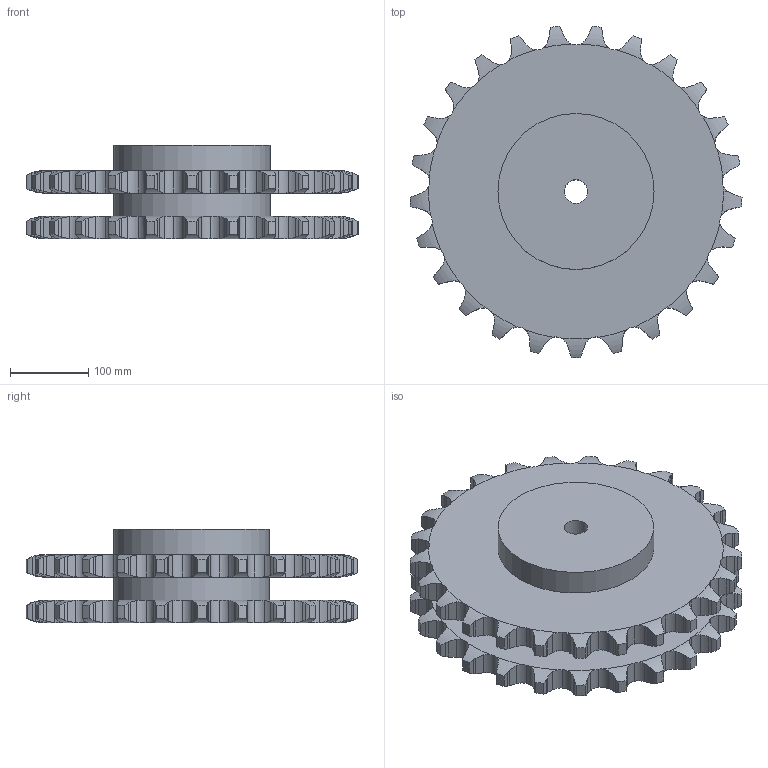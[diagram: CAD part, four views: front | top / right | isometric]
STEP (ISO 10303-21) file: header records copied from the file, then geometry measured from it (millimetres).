
FILE_DESCRIPTION(('FreeCAD Model'),'2;1');
FILE_NAME('Open CASCADE Shape Model','2021-09-11T08:46:46',('FreeCAD'),( 'FreeCAD'),'Open CASCADE STEP processor 7.4','FreeCAD','Unknown');
FILE_SCHEMA(('AUTOMOTIVE_DESIGN { 1 0 10303 214 1 1 1 1 }'));
Products named in the file (1): Open CASCADE STEP translator 7.4 18
Bounding box: 425.5 x 424.73 x 120 mm (x, y, z)
Volume: 8960267.9 mm3; surface area: 581866.4 mm2
Topology: 1 solids, 1 shells, 563 faces, 1672 edges, 1115 vertices
Faces by surface type: cylinder 353, plane 106, torus 104
Full cylindrical faces by diameter (mm): 30 x1, 200 x2
Entity records: 52973 total; most frequent: CARTESIAN_POINT 24563, DIRECTION 3917, ORIENTED_EDGE 3344, PCURVE 3344, DEFINITIONAL_REPRESENTATION 3344, B_SPLINE_CURVE_WITH_KNOTS 2412, LINE 1877, VECTOR 1877
